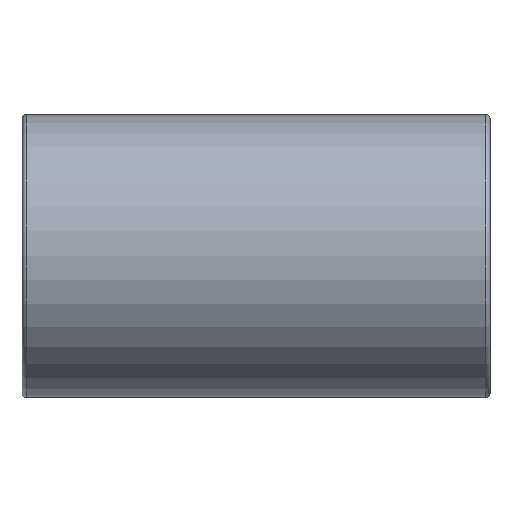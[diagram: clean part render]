
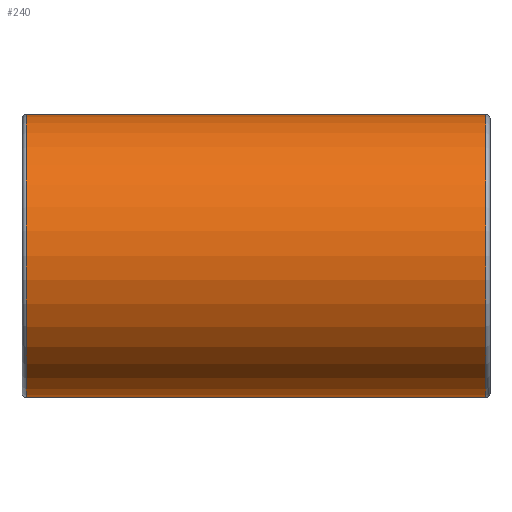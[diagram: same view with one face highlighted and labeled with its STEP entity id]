
A CAD part, top view. The second image highlights one B-rep face of the part: STEP entity #240.
In plain terms, the highlighted cylindrical face has radius 32.5 mm (diameter 65 mm), a full revolution.
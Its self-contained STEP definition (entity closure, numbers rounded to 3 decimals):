
#15=B_SPLINE_CURVE_WITH_KNOTS('',3,(#406,#407,#408,#409,#410,#411,#412,
#413,#414,#415,#416,#417,#418,#419,#420,#421,#422,#423,#424,#425,#426,#427,
#428,#429,#430,#431,#432,#433,#434,#435),.UNSPECIFIED.,.F.,.F.,(4,2,2,2,
2,2,2,2,2,2,2,2,2,2,4),(2.717,3.056,3.395,
3.734,4.073,4.754,5.094,5.434,
5.775,6.115,6.796,7.135,7.474,
7.813,8.152),.UNSPECIFIED.);
#16=B_SPLINE_CURVE_WITH_KNOTS('',3,(#440,#441,#442,#443,#444,#445,#446,
#447,#448,#449,#450,#451,#452,#453,#454,#455),.UNSPECIFIED.,.F.,.F.,(4,
2,2,2,2,2,2,4),(8.152,8.491,8.83,9.169,
9.508,10.188,10.529,10.869),
 .UNSPECIFIED.);
#17=B_SPLINE_CURVE_WITH_KNOTS('',3,(#456,#457,#458,#459,#460,#461,#462,
#463,#464,#465,#466,#467,#468,#469,#470,#471),.UNSPECIFIED.,.F.,.F.,(4,
2,2,2,2,2,2,4),(0.,0.34,0.681,1.361,
1.7,2.039,2.378,2.717),
 .UNSPECIFIED.);
#39=FACE_OUTER_BOUND('',#56,.T.);
#56=EDGE_LOOP('',(#174,#175,#176,#177,#178,#179,#180,#181,#182));
#75=LINE('',#404,#84);
#76=LINE('',#437,#85);
#84=VECTOR('',#330,32.5);
#85=VECTOR('',#331,32.5);
#97=CIRCLE('',#281,32.5);
#98=CIRCLE('',#283,32.5);
#114=VERTEX_POINT('',#399);
#115=VERTEX_POINT('',#403);
#116=VERTEX_POINT('',#405);
#117=VERTEX_POINT('',#436);
#118=VERTEX_POINT('',#439);
#137=EDGE_CURVE('',#114,#114,#97,.T.);
#138=EDGE_CURVE('',#114,#115,#75,.T.);
#139=EDGE_CURVE('',#115,#116,#15,.T.);
#140=EDGE_CURVE('',#116,#117,#76,.T.);
#141=EDGE_CURVE('',#117,#117,#98,.T.);
#142=EDGE_CURVE('',#116,#118,#16,.T.);
#143=EDGE_CURVE('',#118,#115,#17,.T.);
#174=ORIENTED_EDGE('',*,*,#137,.F.);
#175=ORIENTED_EDGE('',*,*,#138,.T.);
#176=ORIENTED_EDGE('',*,*,#139,.T.);
#177=ORIENTED_EDGE('',*,*,#140,.T.);
#178=ORIENTED_EDGE('',*,*,#141,.F.);
#179=ORIENTED_EDGE('',*,*,#140,.F.);
#180=ORIENTED_EDGE('',*,*,#142,.T.);
#181=ORIENTED_EDGE('',*,*,#143,.T.);
#182=ORIENTED_EDGE('',*,*,#138,.F.);
#231=CYLINDRICAL_SURFACE('',#282,32.5);
#240=ADVANCED_FACE('',(#39),#231,.T.);
#281=AXIS2_PLACEMENT_3D('',#401,#326,#327);
#282=AXIS2_PLACEMENT_3D('',#402,#328,#329);
#283=AXIS2_PLACEMENT_3D('',#438,#332,#333);
#326=DIRECTION('center_axis',(-1.,0.,0.));
#327=DIRECTION('ref_axis',(0.,0.,-1.));
#328=DIRECTION('center_axis',(-1.,0.,0.));
#329=DIRECTION('ref_axis',(0.,0.,1.));
#330=DIRECTION('',(1.,0.,0.));
#331=DIRECTION('',(1.,0.,0.));
#332=DIRECTION('center_axis',(1.,0.,0.));
#333=DIRECTION('ref_axis',(0.,0.,-1.));
#399=CARTESIAN_POINT('',(-52.75,0.,-32.5));
#401=CARTESIAN_POINT('Origin',(-52.75,0.,0.));
#402=CARTESIAN_POINT('Origin',(0.,0.,0.));
#403=CARTESIAN_POINT('',(-17.6,0.,-32.5));
#404=CARTESIAN_POINT('',(0.,0.,-32.5));
#405=CARTESIAN_POINT('',(17.6,0.,-32.5));
#406=CARTESIAN_POINT('Ctrl Pts',(-17.6,0.,-32.5));
#407=CARTESIAN_POINT('Ctrl Pts',(-17.6,-1.13,-32.5));
#408=CARTESIAN_POINT('Ctrl Pts',(-17.489,-2.291,-32.44));
#409=CARTESIAN_POINT('Ctrl Pts',(-17.032,-4.586,-32.195));
#410=CARTESIAN_POINT('Ctrl Pts',(-16.686,-5.72,-32.012));
#411=CARTESIAN_POINT('Ctrl Pts',(-15.78,-7.883,-31.549));
#412=CARTESIAN_POINT('Ctrl Pts',(-15.22,-8.913,-31.27));
#413=CARTESIAN_POINT('Ctrl Pts',(-13.936,-10.811,-30.665));
#414=CARTESIAN_POINT('Ctrl Pts',(-13.212,-11.678,-30.341));
#415=CARTESIAN_POINT('Ctrl Pts',(-10.906,-13.985,-29.385));
#416=CARTESIAN_POINT('Ctrl Pts',(-8.959,-15.328,-28.677));
#417=CARTESIAN_POINT('Ctrl Pts',(-5.723,-16.685,-27.895));
#418=CARTESIAN_POINT('Ctrl Pts',(-4.591,-17.031,-27.682));
#419=CARTESIAN_POINT('Ctrl Pts',(-2.297,-17.489,-27.395));
#420=CARTESIAN_POINT('Ctrl Pts',(-1.134,-17.6,-27.322));
#421=CARTESIAN_POINT('Ctrl Pts',(1.134,-17.6,-27.322));
#422=CARTESIAN_POINT('Ctrl Pts',(2.297,-17.489,-27.395));
#423=CARTESIAN_POINT('Ctrl Pts',(4.591,-17.031,-27.682));
#424=CARTESIAN_POINT('Ctrl Pts',(5.723,-16.685,-27.895));
#425=CARTESIAN_POINT('Ctrl Pts',(8.959,-15.328,-28.677));
#426=CARTESIAN_POINT('Ctrl Pts',(10.906,-13.985,-29.385));
#427=CARTESIAN_POINT('Ctrl Pts',(13.212,-11.678,-30.341));
#428=CARTESIAN_POINT('Ctrl Pts',(13.936,-10.811,-30.665));
#429=CARTESIAN_POINT('Ctrl Pts',(15.22,-8.913,-31.27));
#430=CARTESIAN_POINT('Ctrl Pts',(15.78,-7.883,-31.549));
#431=CARTESIAN_POINT('Ctrl Pts',(16.686,-5.72,-32.012));
#432=CARTESIAN_POINT('Ctrl Pts',(17.032,-4.586,-32.195));
#433=CARTESIAN_POINT('Ctrl Pts',(17.489,-2.291,-32.44));
#434=CARTESIAN_POINT('Ctrl Pts',(17.6,-1.13,-32.5));
#435=CARTESIAN_POINT('Ctrl Pts',(17.6,0.,-32.5));
#436=CARTESIAN_POINT('',(52.75,0.,-32.5));
#437=CARTESIAN_POINT('',(0.,0.,-32.5));
#438=CARTESIAN_POINT('Origin',(52.75,0.,0.));
#439=CARTESIAN_POINT('',(0.,17.6,-27.322));
#440=CARTESIAN_POINT('Ctrl Pts',(17.6,0.,-32.5));
#441=CARTESIAN_POINT('Ctrl Pts',(17.6,1.13,-32.5));
#442=CARTESIAN_POINT('Ctrl Pts',(17.489,2.291,-32.44));
#443=CARTESIAN_POINT('Ctrl Pts',(17.032,4.586,-32.195));
#444=CARTESIAN_POINT('Ctrl Pts',(16.686,5.72,-32.012));
#445=CARTESIAN_POINT('Ctrl Pts',(15.78,7.883,-31.549));
#446=CARTESIAN_POINT('Ctrl Pts',(15.22,8.913,-31.27));
#447=CARTESIAN_POINT('Ctrl Pts',(13.936,10.811,-30.665));
#448=CARTESIAN_POINT('Ctrl Pts',(13.212,11.678,-30.341));
#449=CARTESIAN_POINT('Ctrl Pts',(10.906,13.985,-29.385));
#450=CARTESIAN_POINT('Ctrl Pts',(8.959,15.328,-28.677));
#451=CARTESIAN_POINT('Ctrl Pts',(5.723,16.685,-27.895));
#452=CARTESIAN_POINT('Ctrl Pts',(4.591,17.031,-27.682));
#453=CARTESIAN_POINT('Ctrl Pts',(2.297,17.489,-27.395));
#454=CARTESIAN_POINT('Ctrl Pts',(1.134,17.6,-27.322));
#455=CARTESIAN_POINT('Ctrl Pts',(0.,17.6,-27.322));
#456=CARTESIAN_POINT('Ctrl Pts',(0.,17.6,-27.322));
#457=CARTESIAN_POINT('Ctrl Pts',(-1.134,17.6,-27.322));
#458=CARTESIAN_POINT('Ctrl Pts',(-2.297,17.489,-27.395));
#459=CARTESIAN_POINT('Ctrl Pts',(-4.591,17.031,-27.682));
#460=CARTESIAN_POINT('Ctrl Pts',(-5.723,16.685,-27.895));
#461=CARTESIAN_POINT('Ctrl Pts',(-8.959,15.328,-28.677));
#462=CARTESIAN_POINT('Ctrl Pts',(-10.906,13.985,-29.385));
#463=CARTESIAN_POINT('Ctrl Pts',(-13.212,11.678,-30.341));
#464=CARTESIAN_POINT('Ctrl Pts',(-13.936,10.811,-30.665));
#465=CARTESIAN_POINT('Ctrl Pts',(-15.22,8.913,-31.27));
#466=CARTESIAN_POINT('Ctrl Pts',(-15.78,7.883,-31.549));
#467=CARTESIAN_POINT('Ctrl Pts',(-16.686,5.72,-32.012));
#468=CARTESIAN_POINT('Ctrl Pts',(-17.032,4.586,-32.195));
#469=CARTESIAN_POINT('Ctrl Pts',(-17.489,2.291,-32.44));
#470=CARTESIAN_POINT('Ctrl Pts',(-17.6,1.13,-32.5));
#471=CARTESIAN_POINT('Ctrl Pts',(-17.6,0.,-32.5));
